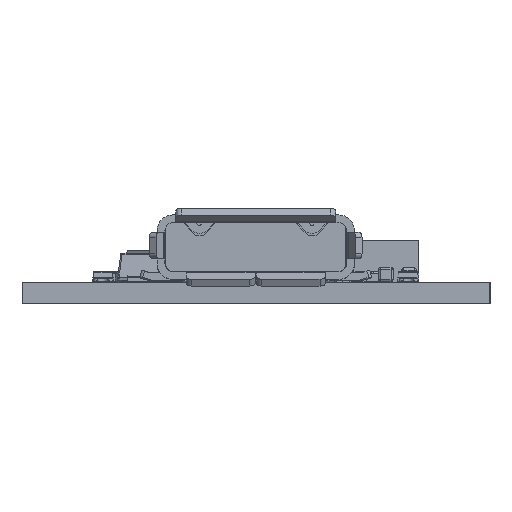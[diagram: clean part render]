
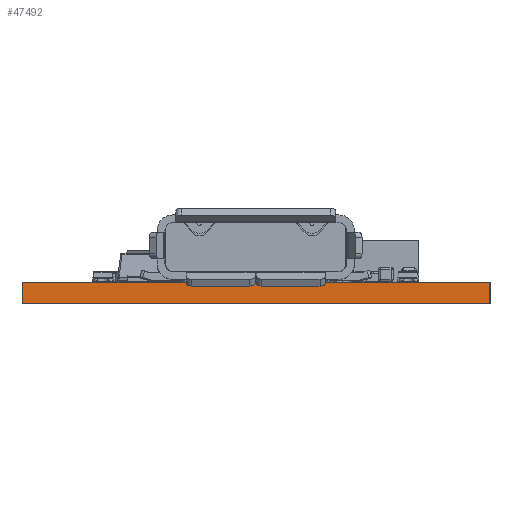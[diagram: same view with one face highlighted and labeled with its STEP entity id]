
A CAD part, left-side view. The second image highlights one B-rep face of the part: STEP entity #47492.
In plain terms, the highlighted planar face has unit normal (-1, 0, 0).
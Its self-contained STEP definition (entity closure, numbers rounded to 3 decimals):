
#1035=PLANE('',#50703);
#2848=FACE_OUTER_BOUND('',#5566,.T.);
#5566=EDGE_LOOP('',(#32667,#32668,#32669,#32670));
#9985=LINE('',#69746,#15125);
#10022=LINE('',#69806,#15162);
#10052=LINE('',#69851,#15192);
#10058=LINE('',#69878,#15198);
#15125=VECTOR('',#55891,10.);
#15162=VECTOR('',#55962,10.);
#15192=VECTOR('',#56022,10.);
#15198=VECTOR('',#56054,10.);
#20487=VERTEX_POINT('',#69743);
#20488=VERTEX_POINT('',#69745);
#20493=VERTEX_POINT('',#69803);
#20494=VERTEX_POINT('',#69805);
#25137=EDGE_CURVE('',#20488,#20487,#9985,.T.);
#25174=EDGE_CURVE('',#20493,#20494,#10022,.T.);
#25204=EDGE_CURVE('',#20494,#20487,#10052,.T.);
#25218=EDGE_CURVE('',#20493,#20488,#10058,.T.);
#32667=ORIENTED_EDGE('',*,*,#25218,.T.);
#32668=ORIENTED_EDGE('',*,*,#25137,.T.);
#32669=ORIENTED_EDGE('',*,*,#25204,.F.);
#32670=ORIENTED_EDGE('',*,*,#25174,.F.);
#47492=ADVANCED_FACE('',(#2848),#1035,.T.);
#50703=AXIS2_PLACEMENT_3D('',#69877,#56052,#56053);
#55891=DIRECTION('',(0.,0.,1.));
#55962=DIRECTION('',(0.,0.,1.));
#56022=DIRECTION('',(0.,-1.,0.));
#56052=DIRECTION('center_axis',(-1.,0.,0.));
#56053=DIRECTION('ref_axis',(0.,-1.,0.));
#56054=DIRECTION('',(0.,-1.,0.));
#69743=CARTESIAN_POINT('',(0.,0.,0.805));
#69745=CARTESIAN_POINT('',(0.,0.,0.));
#69746=CARTESIAN_POINT('',(0.,0.,0.));
#69803=CARTESIAN_POINT('',(0.,17.78,0.));
#69805=CARTESIAN_POINT('',(0.,17.78,0.805));
#69806=CARTESIAN_POINT('',(0.,17.78,0.));
#69851=CARTESIAN_POINT('',(0.,17.78,0.805));
#69877=CARTESIAN_POINT('Origin',(0.,17.78,0.));
#69878=CARTESIAN_POINT('',(0.,17.78,0.));
